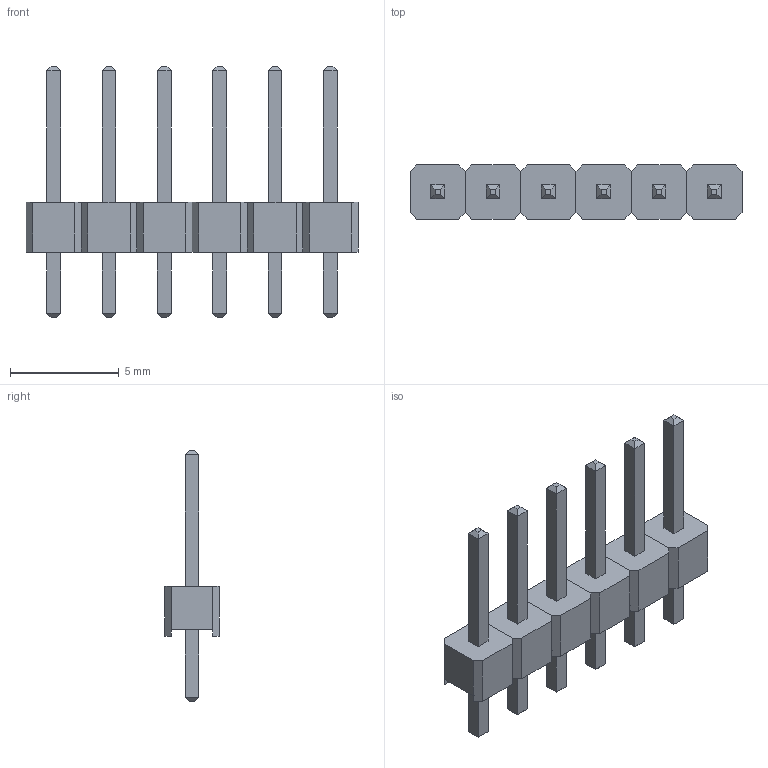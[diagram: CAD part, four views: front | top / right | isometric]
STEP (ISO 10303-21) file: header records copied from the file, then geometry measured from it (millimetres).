
FILE_DESCRIPTION(('FreeCAD Model'),'2;1');
FILE_NAME('Header_Male_06Pin.step','2016-02-04T16:16:37',('Author'),(''), 'Open CASCADE STEP processor 6.8','FreeCAD','Unknown');
FILE_SCHEMA(('AUTOMOTIVE_DESIGN_CC2 { 1 2 10303 214 -1 1 5 4 }'));
Length unit declared in the file: millimetre
Products named in the file (2): ASSEMBLY; Fusion
Assembly tree (1 placements, depth 2):
  ASSEMBLY
    Fusion
Bounding box: 15.24 x 2.49 x 11.54 mm (x, y, z)
Volume: 98.8 mm3; surface area: 309.3 mm2
Topology: 1 solids, 1 shells, 182 faces, 402 edges, 234 vertices
Faces by surface type: plane 182
Entity records: 11321 total; most frequent: CARTESIAN_POINT 1624, DIRECTION 1574, LINE 1206, VECTOR 1206, ORIENTED_EDGE 824, PCURVE 804, DEFINITIONAL_REPRESENTATION 804, EDGE_CURVE 402
